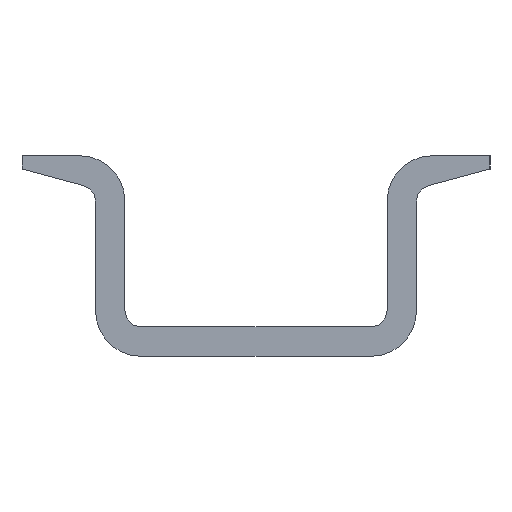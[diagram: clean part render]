
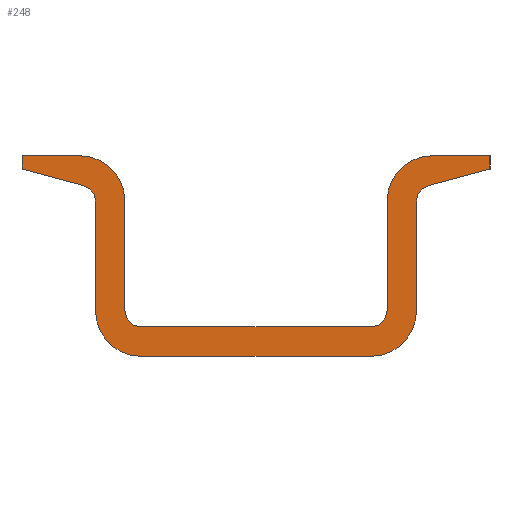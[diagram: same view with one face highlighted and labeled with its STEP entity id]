
A CAD part, left-side view. The second image highlights one B-rep face of the part: STEP entity #248.
In plain terms, the highlighted planar face has unit normal (-1, 0, 0).
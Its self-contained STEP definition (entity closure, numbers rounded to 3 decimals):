
#211=CIRCLE('',#618,1.2);
#213=CIRCLE('',#622,3.395);
#215=CIRCLE('',#626,3.395);
#217=CIRCLE('',#630,1.2);
#219=CIRCLE('',#636,3.395);
#221=CIRCLE('',#640,1.2);
#223=CIRCLE('',#644,1.2);
#225=CIRCLE('',#648,3.395);
#248=ADVANCED_FACE('',(#284),#262,.T.);
#262=PLANE('',#653);
#284=FACE_OUTER_BOUND('',#306,.T.);
#306=EDGE_LOOP('',(#407,#408,#409,#410,#411,#412,#413,#414,#415,#416,#417,
#418,#419,#420,#421,#422,#423,#424,#425,#426));
#407=ORIENTED_EDGE('',*,*,#467,.F.);
#408=ORIENTED_EDGE('',*,*,#525,.F.);
#409=ORIENTED_EDGE('',*,*,#522,.F.);
#410=ORIENTED_EDGE('',*,*,#519,.F.);
#411=ORIENTED_EDGE('',*,*,#516,.F.);
#412=ORIENTED_EDGE('',*,*,#513,.F.);
#413=ORIENTED_EDGE('',*,*,#510,.F.);
#414=ORIENTED_EDGE('',*,*,#507,.F.);
#415=ORIENTED_EDGE('',*,*,#504,.F.);
#416=ORIENTED_EDGE('',*,*,#501,.F.);
#417=ORIENTED_EDGE('',*,*,#498,.F.);
#418=ORIENTED_EDGE('',*,*,#495,.F.);
#419=ORIENTED_EDGE('',*,*,#492,.F.);
#420=ORIENTED_EDGE('',*,*,#489,.F.);
#421=ORIENTED_EDGE('',*,*,#486,.F.);
#422=ORIENTED_EDGE('',*,*,#483,.F.);
#423=ORIENTED_EDGE('',*,*,#480,.F.);
#424=ORIENTED_EDGE('',*,*,#477,.F.);
#425=ORIENTED_EDGE('',*,*,#474,.F.);
#426=ORIENTED_EDGE('',*,*,#471,.F.);
#427=VERTEX_POINT('',#781);
#428=VERTEX_POINT('',#782);
#431=VERTEX_POINT('',#790);
#433=VERTEX_POINT('',#796);
#435=VERTEX_POINT('',#802);
#437=VERTEX_POINT('',#808);
#439=VERTEX_POINT('',#814);
#441=VERTEX_POINT('',#820);
#443=VERTEX_POINT('',#826);
#445=VERTEX_POINT('',#832);
#447=VERTEX_POINT('',#838);
#449=VERTEX_POINT('',#844);
#451=VERTEX_POINT('',#850);
#453=VERTEX_POINT('',#856);
#455=VERTEX_POINT('',#862);
#457=VERTEX_POINT('',#868);
#459=VERTEX_POINT('',#874);
#461=VERTEX_POINT('',#880);
#463=VERTEX_POINT('',#886);
#465=VERTEX_POINT('',#892);
#467=EDGE_CURVE('',#427,#428,#527,.T.);
#471=EDGE_CURVE('',#428,#431,#531,.T.);
#474=EDGE_CURVE('',#431,#433,#211,.T.);
#477=EDGE_CURVE('',#433,#435,#535,.T.);
#480=EDGE_CURVE('',#435,#437,#213,.T.);
#483=EDGE_CURVE('',#437,#439,#539,.T.);
#486=EDGE_CURVE('',#439,#441,#215,.T.);
#489=EDGE_CURVE('',#441,#443,#543,.T.);
#492=EDGE_CURVE('',#443,#445,#217,.T.);
#495=EDGE_CURVE('',#445,#447,#547,.T.);
#498=EDGE_CURVE('',#447,#449,#550,.T.);
#501=EDGE_CURVE('',#449,#451,#553,.T.);
#504=EDGE_CURVE('',#451,#453,#219,.T.);
#507=EDGE_CURVE('',#453,#455,#557,.T.);
#510=EDGE_CURVE('',#455,#457,#221,.T.);
#513=EDGE_CURVE('',#457,#459,#561,.T.);
#516=EDGE_CURVE('',#459,#461,#223,.T.);
#519=EDGE_CURVE('',#461,#463,#565,.T.);
#522=EDGE_CURVE('',#463,#465,#225,.T.);
#525=EDGE_CURVE('',#465,#427,#569,.T.);
#527=LINE('',#780,#571);
#531=LINE('',#789,#575);
#535=LINE('',#801,#579);
#539=LINE('',#813,#583);
#543=LINE('',#825,#587);
#547=LINE('',#837,#591);
#550=LINE('',#843,#594);
#553=LINE('',#849,#597);
#557=LINE('',#861,#601);
#561=LINE('',#873,#605);
#565=LINE('',#885,#609);
#569=LINE('',#897,#613);
#571=VECTOR('',#657,1.);
#575=VECTOR('',#663,1.);
#579=VECTOR('',#675,1.);
#583=VECTOR('',#687,1.);
#587=VECTOR('',#699,1.);
#591=VECTOR('',#711,1.);
#594=VECTOR('',#716,1.);
#597=VECTOR('',#721,1.);
#601=VECTOR('',#733,1.);
#605=VECTOR('',#745,1.);
#609=VECTOR('',#757,1.);
#613=VECTOR('',#769,1.);
#618=AXIS2_PLACEMENT_3D('',#795,#668,#669);
#622=AXIS2_PLACEMENT_3D('',#807,#680,#681);
#626=AXIS2_PLACEMENT_3D('',#819,#692,#693);
#630=AXIS2_PLACEMENT_3D('',#831,#704,#705);
#636=AXIS2_PLACEMENT_3D('',#855,#726,#727);
#640=AXIS2_PLACEMENT_3D('',#867,#738,#739);
#644=AXIS2_PLACEMENT_3D('',#879,#750,#751);
#648=AXIS2_PLACEMENT_3D('',#891,#762,#763);
#653=AXIS2_PLACEMENT_3D('',#901,#775,#776);
#657=DIRECTION('',(0.,0.,-1.));
#663=DIRECTION('',(0.,0.966,-0.259));
#668=DIRECTION('',(-1.,0.,0.));
#669=DIRECTION('',(0.,0.259,0.966));
#675=DIRECTION('',(0.,0.,-1.));
#680=DIRECTION('',(1.,0.,0.));
#681=DIRECTION('',(0.,-1.,0.));
#687=DIRECTION('',(0.,1.,0.));
#692=DIRECTION('',(1.,0.,0.));
#693=DIRECTION('',(0.,0.,-1.));
#699=DIRECTION('',(0.,0.,1.));
#704=DIRECTION('',(-1.,0.,0.));
#705=DIRECTION('',(0.,-1.,0.));
#711=DIRECTION('',(0.,0.966,0.259));
#716=DIRECTION('',(0.,0.,1.));
#721=DIRECTION('',(0.,-1.,0.));
#726=DIRECTION('',(1.,0.,0.));
#727=DIRECTION('',(0.,0.,1.));
#733=DIRECTION('',(0.,0.,-1.));
#738=DIRECTION('',(-1.,0.,0.));
#739=DIRECTION('',(0.,1.,0.));
#745=DIRECTION('',(0.,-1.,0.));
#750=DIRECTION('',(-1.,0.,0.));
#751=DIRECTION('',(0.,0.,-1.));
#757=DIRECTION('',(0.,0.,1.));
#762=DIRECTION('',(1.,0.,0.));
#763=DIRECTION('',(0.,1.,0.));
#769=DIRECTION('',(0.,-1.,0.));
#775=DIRECTION('',(-1.,0.,0.));
#776=DIRECTION('',(0.,0.,1.));
#780=CARTESIAN_POINT('',(-1000.,-17.5,0.));
#781=CARTESIAN_POINT('',(-1000.,-17.5,0.));
#782=CARTESIAN_POINT('',(-1000.,-17.5,-1.));
#789=CARTESIAN_POINT('',(-1000.,-17.5,-1.));
#790=CARTESIAN_POINT('',(-1000.,-12.889,-2.235));
#795=CARTESIAN_POINT('',(-1000.,-13.2,-3.395));
#796=CARTESIAN_POINT('',(-1000.,-12.,-3.395));
#801=CARTESIAN_POINT('',(-1000.,-12.,-3.395));
#802=CARTESIAN_POINT('',(-1000.,-12.,-11.605));
#807=CARTESIAN_POINT('',(-1000.,-8.605,-11.605));
#808=CARTESIAN_POINT('',(-1000.,-8.605,-15.));
#813=CARTESIAN_POINT('',(-1000.,-8.605,-15.));
#814=CARTESIAN_POINT('',(-1000.,8.605,-15.));
#819=CARTESIAN_POINT('',(-1000.,8.605,-11.605));
#820=CARTESIAN_POINT('',(-1000.,12.,-11.605));
#825=CARTESIAN_POINT('',(-1000.,12.,-11.605));
#826=CARTESIAN_POINT('',(-1000.,12.,-3.395));
#831=CARTESIAN_POINT('',(-1000.,13.2,-3.395));
#832=CARTESIAN_POINT('',(-1000.,12.889,-2.235));
#837=CARTESIAN_POINT('',(-1000.,12.889,-2.235));
#838=CARTESIAN_POINT('',(-1000.,17.5,-1.));
#843=CARTESIAN_POINT('',(-1000.,17.5,-1.));
#844=CARTESIAN_POINT('',(-1000.,17.5,0.));
#849=CARTESIAN_POINT('',(-1000.,17.5,0.));
#850=CARTESIAN_POINT('',(-1000.,13.2,0.));
#855=CARTESIAN_POINT('',(-1000.,13.2,-3.395));
#856=CARTESIAN_POINT('',(-1000.,9.805,-3.395));
#861=CARTESIAN_POINT('',(-1000.,9.805,-3.395));
#862=CARTESIAN_POINT('',(-1000.,9.805,-11.605));
#867=CARTESIAN_POINT('',(-1000.,8.605,-11.605));
#868=CARTESIAN_POINT('',(-1000.,8.605,-12.805));
#873=CARTESIAN_POINT('',(-1000.,8.605,-12.805));
#874=CARTESIAN_POINT('',(-1000.,-8.605,-12.805));
#879=CARTESIAN_POINT('',(-1000.,-8.605,-11.605));
#880=CARTESIAN_POINT('',(-1000.,-9.805,-11.605));
#885=CARTESIAN_POINT('',(-1000.,-9.805,-11.605));
#886=CARTESIAN_POINT('',(-1000.,-9.805,-3.395));
#891=CARTESIAN_POINT('',(-1000.,-13.2,-3.395));
#892=CARTESIAN_POINT('',(-1000.,-13.2,0.));
#897=CARTESIAN_POINT('',(-1000.,-13.2,0.));
#901=CARTESIAN_POINT('',(-1000.,-13.2,-3.395));
